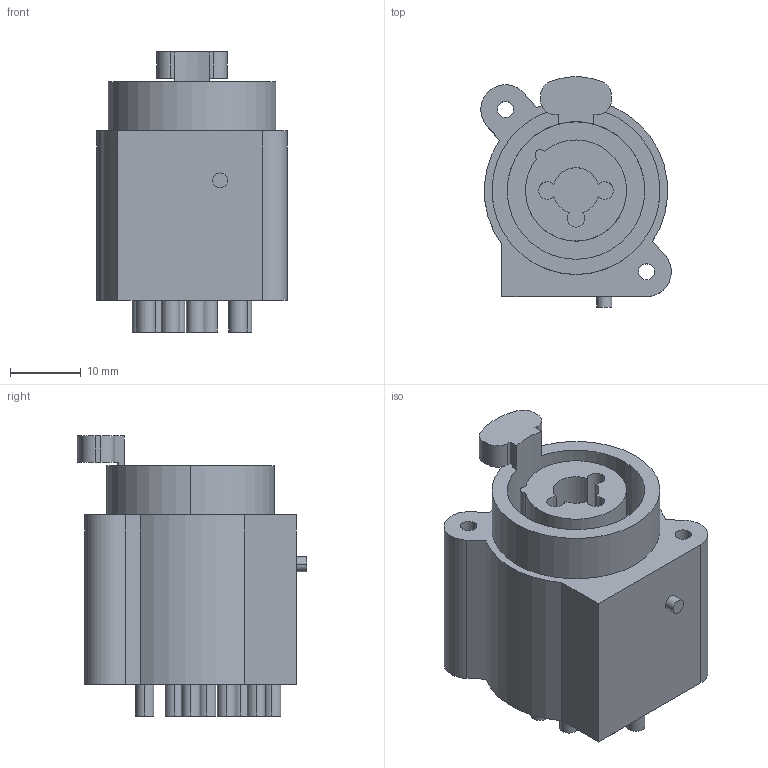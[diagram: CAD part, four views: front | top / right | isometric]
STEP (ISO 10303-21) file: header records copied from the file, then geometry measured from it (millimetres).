
FILE_DESCRIPTION((''),'2;1');
FILE_NAME('D-NCJ10FI-S','2015-02-13T',('odo'),(''),'PRO/ENGINEER BY PARAMETRIC TECHNOLOGY CORPORATION, 2011310','PRO/ENGINEER BY PARAMETRIC TECHNOLOGY CORPORATION, 2011310','');
FILE_SCHEMA(('AUTOMOTIVE_DESIGN_CC2 { 1 2 10303 214 -1 1 5 2 }'));
Length unit declared in the file: millimetre
Products named in the file (1): D-NCJ10FI-S
Bounding box: 26.99 x 32.59 x 39.7 mm (x, y, z)
Volume: 16622.2 mm3; surface area: 7460 mm2
Topology: 1 solids, 1 shells, 114 faces, 255 edges, 170 vertices
Faces by surface type: cylinder 72, plane 42
Entity records: 3476 total; most frequent: DIRECTION 629, CARTESIAN_POINT 539, ORIENTED_EDGE 510, AXIS2_PLACEMENT_3D 260, EDGE_CURVE 255, COLOUR_RGB 209, VERTEX_POINT 170, CIRCLE 146
